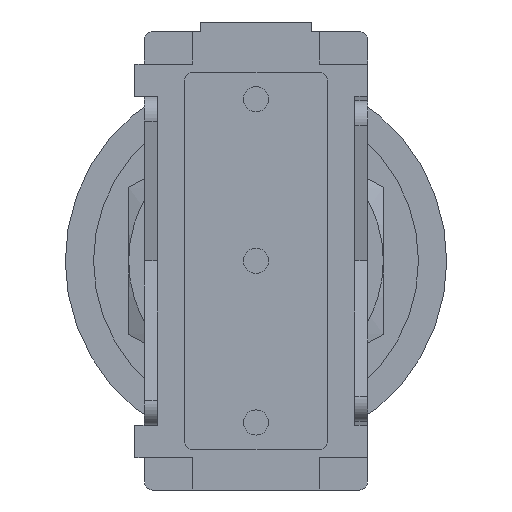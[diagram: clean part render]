
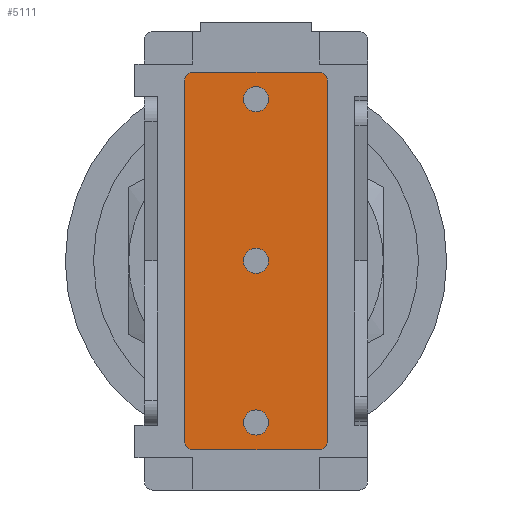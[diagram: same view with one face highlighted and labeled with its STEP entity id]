
A CAD part, front view. The second image highlights one B-rep face of the part: STEP entity #5111.
In plain terms, the highlighted planar face has unit normal (0, -1, 0).
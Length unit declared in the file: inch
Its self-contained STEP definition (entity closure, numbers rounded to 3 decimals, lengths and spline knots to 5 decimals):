
#632=LINE('',#8438,#1177);
#635=LINE('',#8446,#1180);
#638=LINE('',#8454,#1183);
#641=LINE('',#8462,#1186);
#1177=VECTOR('',#6882,39.37008);
#1180=VECTOR('',#6891,39.37008);
#1183=VECTOR('',#6900,39.37008);
#1186=VECTOR('',#6909,39.37008);
#2497=ORIENTED_EDGE('',*,*,#3336,.F.);
#2498=ORIENTED_EDGE('',*,*,#3337,.F.);
#2499=ORIENTED_EDGE('',*,*,#3338,.F.);
#2500=ORIENTED_EDGE('',*,*,#3321,.F.);
#2501=ORIENTED_EDGE('',*,*,#3335,.F.);
#2502=ORIENTED_EDGE('',*,*,#3333,.F.);
#2503=ORIENTED_EDGE('',*,*,#3331,.F.);
#2504=ORIENTED_EDGE('',*,*,#3329,.F.);
#2505=ORIENTED_EDGE('',*,*,#3327,.F.);
#2506=ORIENTED_EDGE('',*,*,#3325,.F.);
#2507=ORIENTED_EDGE('',*,*,#3323,.F.);
#3321=EDGE_CURVE('',#3846,#3847,#4058,.T.);
#3323=EDGE_CURVE('',#3847,#3848,#632,.T.);
#3325=EDGE_CURVE('',#3848,#3849,#4059,.T.);
#3327=EDGE_CURVE('',#3849,#3850,#635,.T.);
#3329=EDGE_CURVE('',#3850,#3851,#4060,.T.);
#3331=EDGE_CURVE('',#3851,#3852,#638,.T.);
#3333=EDGE_CURVE('',#3852,#3853,#4061,.T.);
#3335=EDGE_CURVE('',#3853,#3846,#641,.T.);
#3336=EDGE_CURVE('',#3854,#3854,#4062,.F.);
#3337=EDGE_CURVE('',#3855,#3855,#4063,.F.);
#3338=EDGE_CURVE('',#3856,#3856,#4064,.F.);
#3846=VERTEX_POINT('',#8433);
#3847=VERTEX_POINT('',#8435);
#3848=VERTEX_POINT('',#8439);
#3849=VERTEX_POINT('',#8443);
#3850=VERTEX_POINT('',#8447);
#3851=VERTEX_POINT('',#8451);
#3852=VERTEX_POINT('',#8455);
#3853=VERTEX_POINT('',#8459);
#3854=VERTEX_POINT('',#8465);
#3855=VERTEX_POINT('',#8467);
#3856=VERTEX_POINT('',#8469);
#4058=CIRCLE('',#5627,0.01);
#4059=CIRCLE('',#5630,0.01);
#4060=CIRCLE('',#5633,0.01);
#4061=CIRCLE('',#5636,0.01);
#4062=CIRCLE('',#5639,0.0155);
#4063=CIRCLE('',#5640,0.0155);
#4064=CIRCLE('',#5641,0.0155);
#4334=EDGE_LOOP('',(#2497));
#4335=EDGE_LOOP('',(#2498));
#4336=EDGE_LOOP('',(#2499));
#4337=EDGE_LOOP('',(#2500,#2501,#2502,#2503,#2504,#2505,#2506,#2507));
#4641=FACE_BOUND('',#4334,.T.);
#4642=FACE_BOUND('',#4335,.T.);
#4643=FACE_BOUND('',#4336,.T.);
#4644=FACE_BOUND('',#4337,.T.);
#4844=PLANE('',#5638);
#5111=ADVANCED_FACE('',(#4641,#4642,#4643,#4644),#4844,.F.);
#5627=AXIS2_PLACEMENT_3D('',#8434,#6877,#6878);
#5630=AXIS2_PLACEMENT_3D('',#8442,#6886,#6887);
#5633=AXIS2_PLACEMENT_3D('',#8450,#6895,#6896);
#5636=AXIS2_PLACEMENT_3D('',#8458,#6904,#6905);
#5638=AXIS2_PLACEMENT_3D('',#8463,#6910,#6911);
#5639=AXIS2_PLACEMENT_3D('',#8464,#6912,#6913);
#5640=AXIS2_PLACEMENT_3D('',#8466,#6914,#6915);
#5641=AXIS2_PLACEMENT_3D('',#8468,#6916,#6917);
#6877=DIRECTION('',(0.,1.,0.));
#6878=DIRECTION('',(1.,0.,0.));
#6882=DIRECTION('',(0.,0.,1.));
#6886=DIRECTION('',(0.,1.,0.));
#6887=DIRECTION('',(1.,0.,0.));
#6891=DIRECTION('',(1.,0.,0.));
#6895=DIRECTION('',(0.,1.,0.));
#6896=DIRECTION('',(1.,0.,0.));
#6900=DIRECTION('',(0.,0.,-1.));
#6904=DIRECTION('',(0.,1.,0.));
#6905=DIRECTION('',(1.,0.,0.));
#6909=DIRECTION('',(-1.,0.,0.));
#6910=DIRECTION('',(0.,1.,0.));
#6911=DIRECTION('',(0.,0.,1.));
#6912=DIRECTION('',(0.,1.,0.));
#6913=DIRECTION('',(0.,0.,1.));
#6914=DIRECTION('',(0.,1.,0.));
#6915=DIRECTION('',(0.,0.,1.));
#6916=DIRECTION('',(0.,1.,0.));
#6917=DIRECTION('',(0.,0.,1.));
#8433=CARTESIAN_POINT('',(-0.078,-0.491,-0.2335));
#8434=CARTESIAN_POINT('',(-0.078,-0.491,-0.2235));
#8435=CARTESIAN_POINT('',(-0.088,-0.491,-0.2235));
#8438=CARTESIAN_POINT('',(-0.088,-0.491,-0.2235));
#8439=CARTESIAN_POINT('',(-0.088,-0.491,0.2235));
#8442=CARTESIAN_POINT('',(-0.078,-0.491,0.2235));
#8443=CARTESIAN_POINT('',(-0.078,-0.491,0.2335));
#8446=CARTESIAN_POINT('',(-0.078,-0.491,0.2335));
#8447=CARTESIAN_POINT('',(0.078,-0.491,0.2335));
#8450=CARTESIAN_POINT('',(0.078,-0.491,0.2235));
#8451=CARTESIAN_POINT('',(0.088,-0.491,0.2235));
#8454=CARTESIAN_POINT('',(0.088,-0.491,0.2235));
#8455=CARTESIAN_POINT('',(0.088,-0.491,-0.2235));
#8458=CARTESIAN_POINT('',(0.078,-0.491,-0.2235));
#8459=CARTESIAN_POINT('',(0.078,-0.491,-0.2335));
#8462=CARTESIAN_POINT('',(0.078,-0.491,-0.2335));
#8463=CARTESIAN_POINT('',(-0.078,-0.491,-0.2235));
#8464=CARTESIAN_POINT('',(0.,-0.491,0.));
#8465=CARTESIAN_POINT('',(0.,-0.491,0.0155));
#8466=CARTESIAN_POINT('',(0.,-0.491,0.2));
#8467=CARTESIAN_POINT('',(0.,-0.491,0.2155));
#8468=CARTESIAN_POINT('',(0.,-0.491,-0.2));
#8469=CARTESIAN_POINT('',(0.,-0.491,-0.1845));
